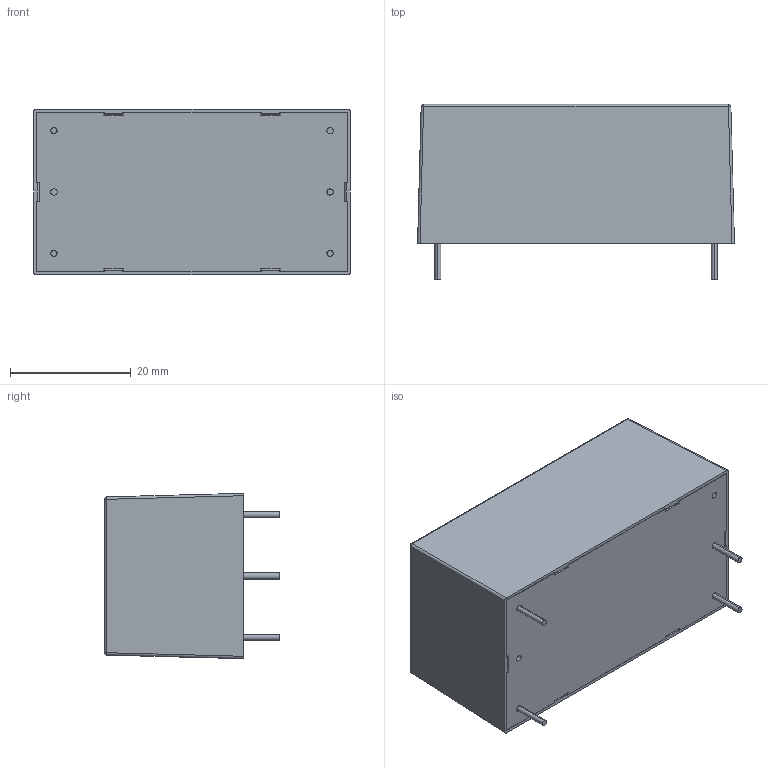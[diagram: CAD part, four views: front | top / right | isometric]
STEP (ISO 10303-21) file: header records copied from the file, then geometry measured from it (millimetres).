
FILE_DESCRIPTION (( 'STEP AP214' ), '1' );
FILE_NAME ('RAC10-SK_277_3D_20210518.step', '2021-05-18T08:04:16', ( '' ), ( '' ), 'SwSTEP 2.0', 'SolidWorks 2019', '' );
FILE_SCHEMA (( 'AUTOMOTIVE_DESIGN' ));
Length unit declared in the file: millimetre
Products named in the file (1): RAC10-SK_277_3D_20210518
Bounding box: 52.5 x 29 x 27.4 mm (x, y, z)
Volume: 10404.8 mm3; surface area: 16345.9 mm2
Topology: 3 solids, 3 shells, 248 faces, 649 edges, 428 vertices
Faces by surface type: plane 183, cylinder 49, cone 12, sphere 4
Entity records: 7668 total; most frequent: CARTESIAN_POINT 1338, ORIENTED_EDGE 1298, DIRECTION 1261, EDGE_CURVE 649, VECTOR 527, LINE 527, VERTEX_POINT 428, AXIS2_PLACEMENT_3D 367
